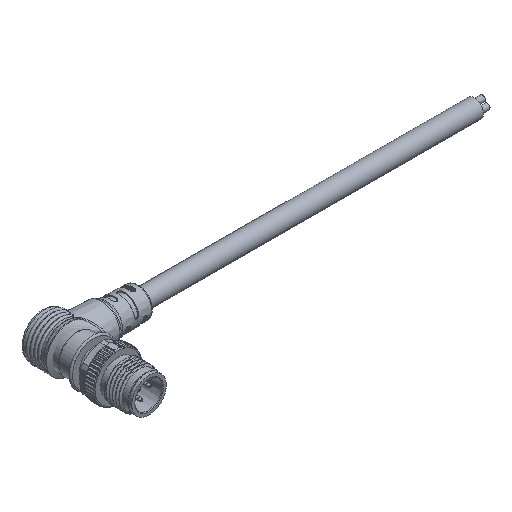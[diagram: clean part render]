
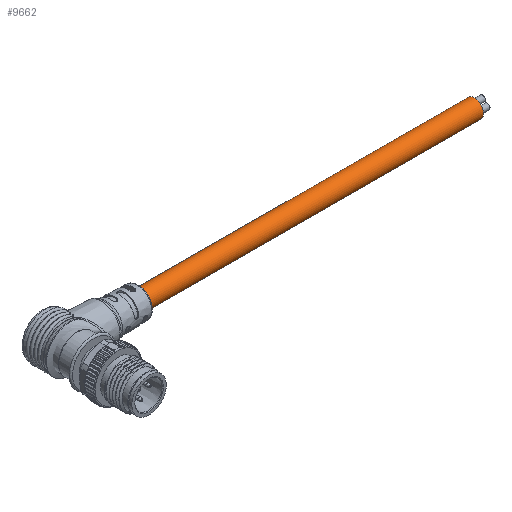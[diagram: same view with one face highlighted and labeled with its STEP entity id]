
A CAD part, isometric view. The second image highlights one B-rep face of the part: STEP entity #9662.
In plain terms, the highlighted cylindrical face has radius 2.75 mm (diameter 5.5 mm), a full revolution.
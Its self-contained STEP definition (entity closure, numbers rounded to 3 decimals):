
#4865=ORIENTED_EDGE('',*,*,#6351,.T.);
#4866=ORIENTED_EDGE('',*,*,#6352,.F.);
#6351=EDGE_CURVE('',#7354,#7354,#7552,.T.);
#6352=EDGE_CURVE('',#7355,#7355,#7553,.T.);
#7354=VERTEX_POINT('',#22875);
#7355=VERTEX_POINT('',#22877);
#7552=CIRCLE('',#10634,2.75);
#7553=CIRCLE('',#10635,2.75);
#8213=EDGE_LOOP('',(#4865));
#8214=EDGE_LOOP('',(#4866));
#8908=FACE_BOUND('',#8213,.T.);
#8909=FACE_BOUND('',#8214,.T.);
#9119=CYLINDRICAL_SURFACE('',#10633,2.75);
#9662=ADVANCED_FACE('',(#8908,#8909),#9119,.T.);
#10633=AXIS2_PLACEMENT_3D('',#22873,#12428,#12429);
#10634=AXIS2_PLACEMENT_3D('',#22874,#12430,#12431);
#10635=AXIS2_PLACEMENT_3D('',#22876,#12432,#12433);
#12428=DIRECTION('',(0.,0.,-1.));
#12429=DIRECTION('',(-1.,0.,0.));
#12430=DIRECTION('',(0.,0.,-1.));
#12431=DIRECTION('',(1.,0.,0.));
#12432=DIRECTION('',(0.,0.,-1.));
#12433=DIRECTION('',(1.,0.,0.));
#22873=CARTESIAN_POINT('',(0.,0.,60.));
#22874=CARTESIAN_POINT('',(0.,0.,60.));
#22875=CARTESIAN_POINT('',(2.75,0.,60.));
#22876=CARTESIAN_POINT('',(0.,0.,-60.));
#22877=CARTESIAN_POINT('',(2.75,0.,-60.));
